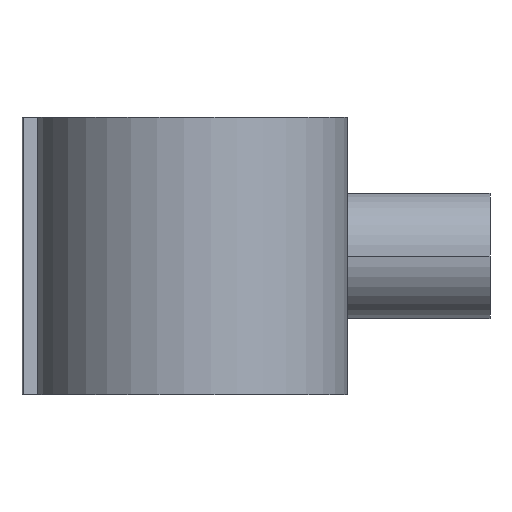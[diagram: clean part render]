
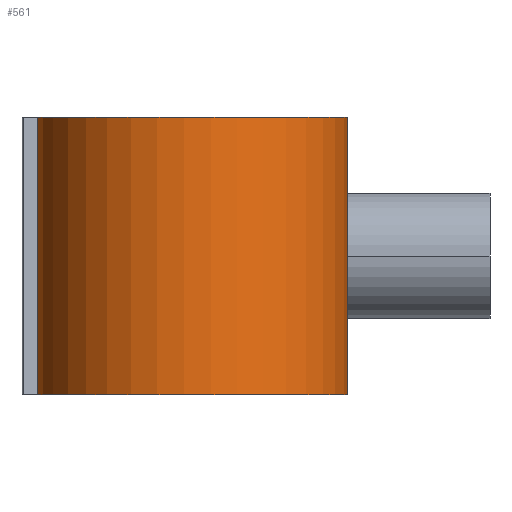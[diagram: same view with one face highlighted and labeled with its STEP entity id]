
A CAD part, front view. The second image highlights one B-rep face of the part: STEP entity #561.
In plain terms, the highlighted cylindrical face has radius 78.4 mm (diameter 156.8 mm), a partial arc.
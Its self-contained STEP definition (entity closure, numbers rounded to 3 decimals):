
#361 = VERTEX_POINT( '', #825 );
#449 = EDGE_CURVE( '', #639, #563, #917, .T. );
#455 = EDGE_CURVE( '', #563, #655, #923, .T. );
#501 = EDGE_CURVE( '', #361, #655, #977, .T. );
#561 = ADVANCED_FACE( '', ( #1046 ), #1047, .T. );
#563 = VERTEX_POINT( '', #1049 );
#593 = EDGE_CURVE( '', #361, #639, #1083, .T. );
#639 = VERTEX_POINT( '', #1132 );
#655 = VERTEX_POINT( '', #1150 );
#825 = CARTESIAN_POINT( '', ( -77.828, -9.45, 70. ) );
#917 = CIRCLE( '', #1942, 78.4 );
#923 = LINE( '', #1950, #1951 );
#977 = CIRCLE( '', #2142, 78.4 );
#1046 = FACE_OUTER_BOUND( '', #2227, .T. );
#1047 = CYLINDRICAL_SURFACE( '', #2228, 78.4 );
#1049 = CARTESIAN_POINT( '', ( 77.828, 9.45, -70. ) );
#1083 = LINE( '', #2273, #2274 );
#1132 = CARTESIAN_POINT( '', ( -77.828, -9.45, -70. ) );
#1150 = CARTESIAN_POINT( '', ( 77.828, 9.45, 70. ) );
#1942 = AXIS2_PLACEMENT_3D( '', #2698, #2699, #2700 );
#1950 = CARTESIAN_POINT( '', ( 77.828, 9.45, 70. ) );
#1951 = VECTOR( '', #2704, 1. );
#2142 = AXIS2_PLACEMENT_3D( '', #2771, #2772, #2773 );
#2227 = EDGE_LOOP( '', ( #2864, #2865, #2866, #2867 ) );
#2228 = AXIS2_PLACEMENT_3D( '', #2868, #2869, #2870 );
#2273 = CARTESIAN_POINT( '', ( -77.828, -9.45, 70. ) );
#2274 = VECTOR( '', #2916, 1. );
#2698 = CARTESIAN_POINT( '', ( 0., 0., -70. ) );
#2699 = DIRECTION( '', ( 0., 0., 1. ) );
#2700 = DIRECTION( '', ( -0.993, -0.121, 0. ) );
#2704 = DIRECTION( '', ( 0., 0., 1. ) );
#2771 = CARTESIAN_POINT( '', ( 0., 0., 70. ) );
#2772 = DIRECTION( '', ( 0., 0., 1. ) );
#2773 = DIRECTION( '', ( -0.993, -0.121, 0. ) );
#2864 = ORIENTED_EDGE( '', *, *, #455, .T. );
#2865 = ORIENTED_EDGE( '', *, *, #501, .F. );
#2866 = ORIENTED_EDGE( '', *, *, #593, .T. );
#2867 = ORIENTED_EDGE( '', *, *, #449, .T. );
#2868 = CARTESIAN_POINT( '', ( 0., 0., 70. ) );
#2869 = DIRECTION( '', ( 0., 0., 1. ) );
#2870 = DIRECTION( '', ( -0.993, -0.121, 0. ) );
#2916 = DIRECTION( '', ( 0., 0., -1. ) );
